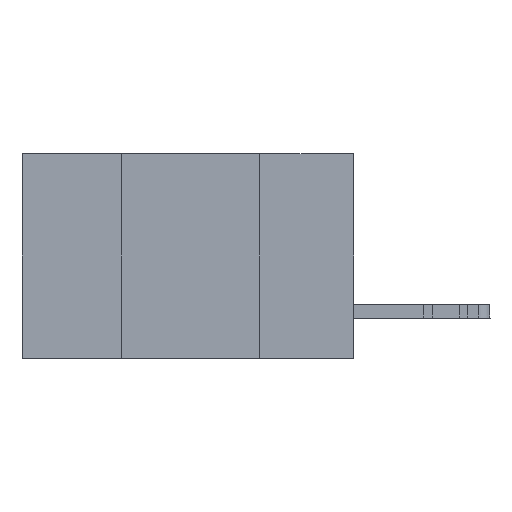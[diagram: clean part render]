
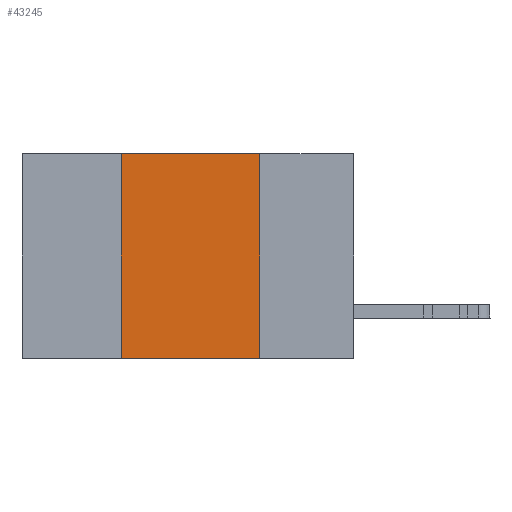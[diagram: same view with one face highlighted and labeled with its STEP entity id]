
A CAD part, left-side view. The second image highlights one B-rep face of the part: STEP entity #43245.
In plain terms, the highlighted planar face has unit normal (-1, 0, 0).
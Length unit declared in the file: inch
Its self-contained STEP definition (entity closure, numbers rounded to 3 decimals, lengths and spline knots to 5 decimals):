
#611 = LINE ( 'NONE', #34320, #6903 ) ;
#1033 = CARTESIAN_POINT ( 'NONE',  ( 0., 0.6, 0. ) ) ;
#1584 = PLANE ( 'NONE',  #48215 ) ;
#3384 = VECTOR ( 'NONE', #9740, 39.37008 ) ;
#3746 = ORIENTED_EDGE ( 'NONE', *, *, #16782, .F. ) ;
#4426 = EDGE_CURVE ( 'NONE', #35294, #15440, #30238, .T. ) ;
#6903 = VECTOR ( 'NONE', #30460, 39.37008 ) ;
#9740 = DIRECTION ( 'NONE',  ( 0., 0., 1. ) ) ;
#10439 = CARTESIAN_POINT ( 'NONE',  ( 0., 0.17, 0. ) ) ;
#10463 = CARTESIAN_POINT ( 'NONE',  ( 0., 0.42, 0. ) ) ;
#10765 = CARTESIAN_POINT ( 'NONE',  ( 0., 0.6, 0. ) ) ;
#12464 = EDGE_CURVE ( 'NONE', #38708, #15440, #611, .T. ) ;
#12655 = DIRECTION ( 'NONE',  ( 1., 0., 0. ) ) ;
#15440 = VERTEX_POINT ( 'NONE', #44560 ) ;
#15593 = VECTOR ( 'NONE', #33277, 39.37008 ) ;
#16782 = EDGE_CURVE ( 'NONE', #48219, #35294, #40499, .T. ) ;
#17993 = CARTESIAN_POINT ( 'NONE',  ( 0., 0.42, -0.37 ) ) ;
#21545 = ORIENTED_EDGE ( 'NONE', *, *, #38359, .F. ) ;
#22799 = EDGE_LOOP ( 'NONE', ( #35911, #3746, #21545, #42003 ) ) ;
#26977 = LINE ( 'NONE', #50097, #3384 ) ;
#30238 = LINE ( 'NONE', #10439, #15593 ) ;
#30460 = DIRECTION ( 'NONE',  ( 0., -1., 0. ) ) ;
#31221 = DIRECTION ( 'NONE',  ( 0., -1., 0. ) ) ;
#32341 = FACE_OUTER_BOUND ( 'NONE', #22799, .T. ) ;
#33277 = DIRECTION ( 'NONE',  ( 0., 0., -1. ) ) ;
#34320 = CARTESIAN_POINT ( 'NONE',  ( 0., 0.6, -0.37 ) ) ;
#35294 = VERTEX_POINT ( 'NONE', #47497 ) ;
#35911 = ORIENTED_EDGE ( 'NONE', *, *, #4426, .F. ) ;
#38359 = EDGE_CURVE ( 'NONE', #38708, #48219, #26977, .T. ) ;
#38708 = VERTEX_POINT ( 'NONE', #17993 ) ;
#40499 = LINE ( 'NONE', #10765, #44820 ) ;
#42003 = ORIENTED_EDGE ( 'NONE', *, *, #12464, .T. ) ;
#43245 = ADVANCED_FACE ( 'NONE', ( #32341 ), #1584, .F. ) ;
#44560 = CARTESIAN_POINT ( 'NONE',  ( 0., 0.17, -0.37 ) ) ;
#44820 = VECTOR ( 'NONE', #31221, 39.37008 ) ;
#47487 = DIRECTION ( 'NONE',  ( 0., 0., -1. ) ) ;
#47497 = CARTESIAN_POINT ( 'NONE',  ( 0., 0.17, 0. ) ) ;
#48215 = AXIS2_PLACEMENT_3D ( 'NONE', #1033, #12655, #47487 ) ;
#48219 = VERTEX_POINT ( 'NONE', #10463 ) ;
#50097 = CARTESIAN_POINT ( 'NONE',  ( 0., 0.42, 0. ) ) ;
